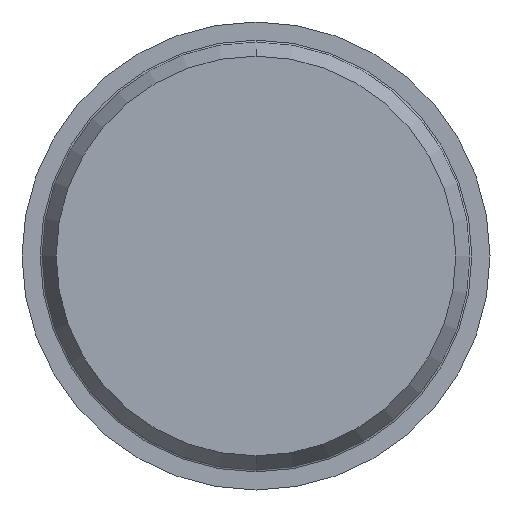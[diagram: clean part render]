
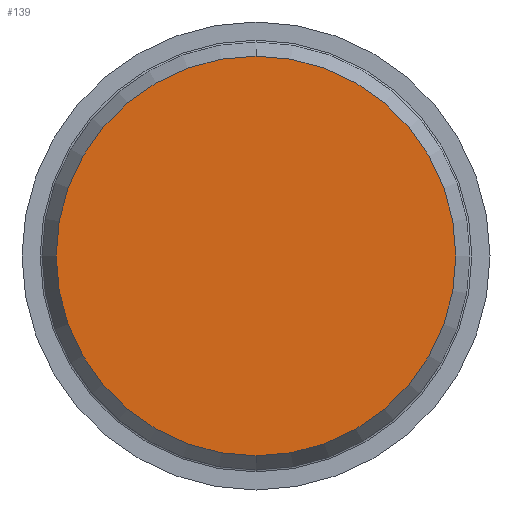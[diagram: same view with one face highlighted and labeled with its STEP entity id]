
A CAD part, front view. The second image highlights one B-rep face of the part: STEP entity #139.
In plain terms, the highlighted planar face has unit normal (0, -1, 0).
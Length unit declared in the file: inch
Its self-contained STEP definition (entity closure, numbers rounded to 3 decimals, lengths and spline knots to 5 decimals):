
#23 = EDGE_LOOP ( 'NONE', ( #39, #93 ) ) ;
#28 = AXIS2_PLACEMENT_3D ( 'NONE', #232, #291, #568 ) ;
#39 = ORIENTED_EDGE ( 'NONE', *, *, #125, .F. ) ;
#41 = AXIS2_PLACEMENT_3D ( 'NONE', #228, #532, #289 ) ;
#93 = ORIENTED_EDGE ( 'NONE', *, *, #238, .F. ) ;
#125 = EDGE_CURVE ( 'NONE', #517, #477, #185, .T. ) ;
#139 = ADVANCED_FACE ( 'NONE', ( #165 ), #536, .F. ) ;
#165 = FACE_OUTER_BOUND ( 'NONE', #23, .T. ) ;
#185 = CIRCLE ( 'NONE', #41, 2.5625 ) ;
#228 = CARTESIAN_POINT ( 'NONE',  ( 0., -1.23, 0. ) ) ;
#232 = CARTESIAN_POINT ( 'NONE',  ( 0., -1.23, 0. ) ) ;
#238 = EDGE_CURVE ( 'NONE', #477, #517, #346, .T. ) ;
#249 = DIRECTION ( 'NONE',  ( 0., 1., 0. ) ) ;
#267 = CARTESIAN_POINT ( 'NONE',  ( 0., -1.23, -2.5625 ) ) ;
#289 = DIRECTION ( 'NONE',  ( 0., 0., 1. ) ) ;
#291 = DIRECTION ( 'NONE',  ( 0., 1., 0. ) ) ;
#295 = AXIS2_PLACEMENT_3D ( 'NONE', #514, #249, #546 ) ;
#346 = CIRCLE ( 'NONE', #295, 2.5625 ) ;
#421 = CARTESIAN_POINT ( 'NONE',  ( 0., -1.23, 2.5625 ) ) ;
#477 = VERTEX_POINT ( 'NONE', #267 ) ;
#514 = CARTESIAN_POINT ( 'NONE',  ( 0., -1.23, 0. ) ) ;
#517 = VERTEX_POINT ( 'NONE', #421 ) ;
#532 = DIRECTION ( 'NONE',  ( 0., 1., 0. ) ) ;
#536 = PLANE ( 'NONE',  #28 ) ;
#546 = DIRECTION ( 'NONE',  ( 0., 0., 1. ) ) ;
#568 = DIRECTION ( 'NONE',  ( 0., 0., 1. ) ) ;
